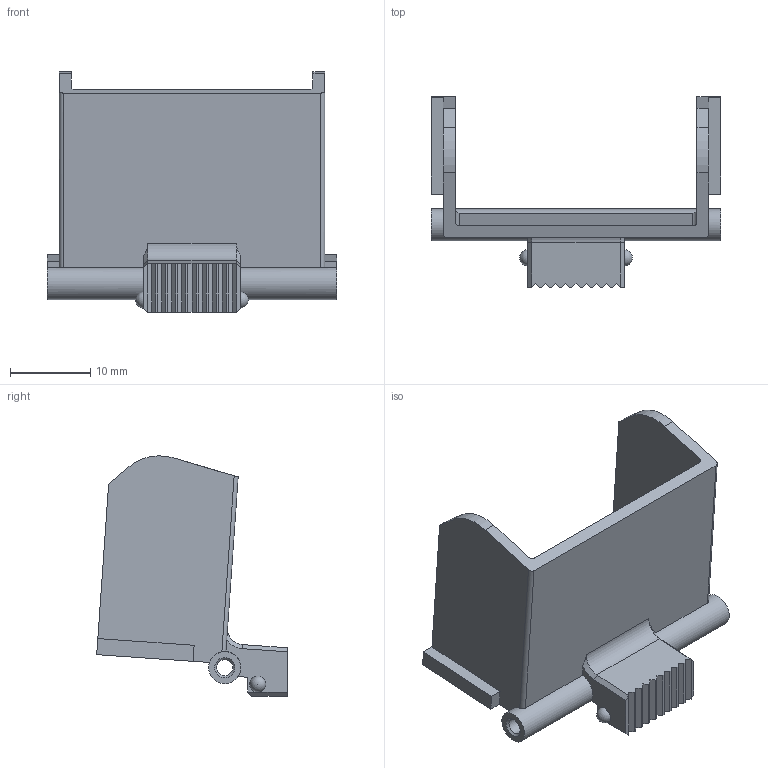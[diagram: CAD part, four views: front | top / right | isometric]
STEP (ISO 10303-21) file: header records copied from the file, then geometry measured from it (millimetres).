
FILE_DESCRIPTION(/* description */ ('Unknown'),/* implementation_level */ '2;1');
FILE_NAME(/* name */ 'nikonF_waistLevelFinder_Top_lowerBaffle',/* time_stamp */ '2024-03-18T21:47:30-04:00',/* author */ ('Unknown'),/* organization */ ('Unknown'),/* preprocessor_version */ 'ST-DEVELOPER v18.1',/* originating_system */ 'Solid Edge',/* authorisation */ 'Unknown');
FILE_SCHEMA (('AUTOMOTIVE_DESIGN {1 0 10303 214 3 1 1}'));
Length unit declared in the file: millimetre
Products named in the file (2): nikonF_waistLevelFinder; nikonF_waistLevelFinder_Top_lowerBaffle
Assembly tree (1 placements, depth 2):
  nikonF_waistLevelFinder
    nikonF_waistLevelFinder_Top_lowerBaffle
Bounding box: 36 x 23.7 x 29.88 mm (x, y, z)
Volume: 2982.6 mm3; surface area: 4055.3 mm2
Topology: 1 solids, 1 shells, 75 faces, 214 edges, 141 vertices
Faces by surface type: plane 60, cylinder 9, cone 4, sphere 2
Full cylindrical faces by diameter (mm): 2 x1, 4 x1
Entity records: 2360 total; most frequent: CARTESIAN_POINT 428, ORIENTED_EDGE 396, DIRECTION 372, EDGE_CURVE 198, LINE 166, VECTOR 166, VERTEX_POINT 132, AXIS2_PLACEMENT_3D 103
